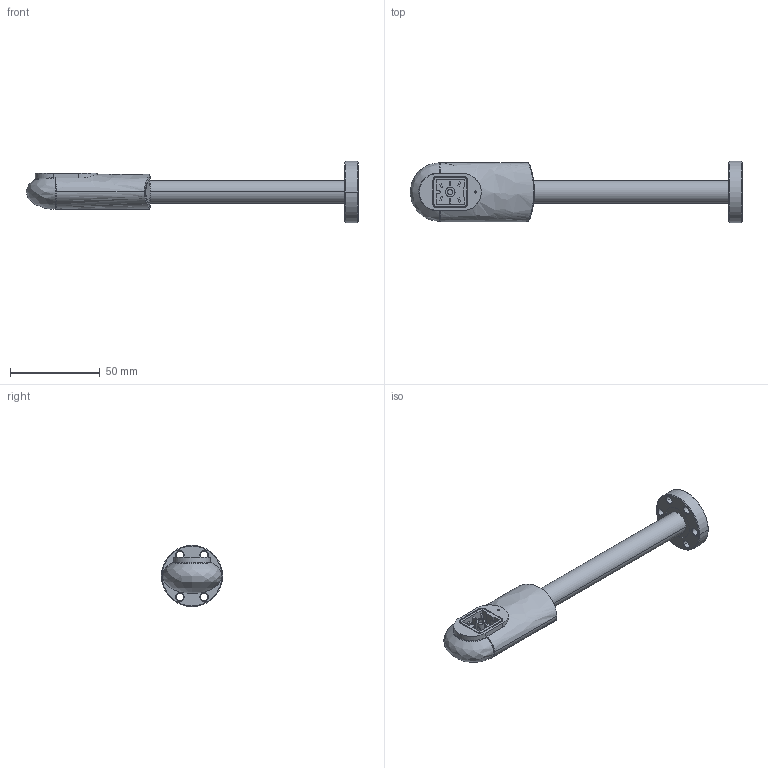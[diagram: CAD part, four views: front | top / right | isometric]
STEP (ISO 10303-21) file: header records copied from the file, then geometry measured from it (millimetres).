
FILE_DESCRIPTION((''),'2;1');
FILE_NAME('PTR26961.stp','2005-02-03T16:40:20',('BEM'),(''),'Autodesk Inventor 9','Autodesk Inventor 9','');
FILE_SCHEMA(('AUTOMOTIVE_DESIGN { 1 0 10303 214 1 1 1 1 }'));
Length unit declared in the file: millimetre
Products named in the file (1): PTR26961
Bounding box: 184.7 x 34 x 34 mm (x, y, z)
Volume: 21610.3 mm3; surface area: 27610.5 mm2
Topology: 3 solids, 3 shells, 374 faces, 1018 edges, 650 vertices
Faces by surface type: plane 142, cylinder 87, bspline 73, cone 64, torus 8
Entity records: 14174 total; most frequent: CARTESIAN_POINT 5072, ORIENTED_EDGE 2024, DIRECTION 1716, EDGE_CURVE 1012, VERTEX_POINT 650, AXIS2_PLACEMENT_3D 601, VECTOR 514, LINE 514
